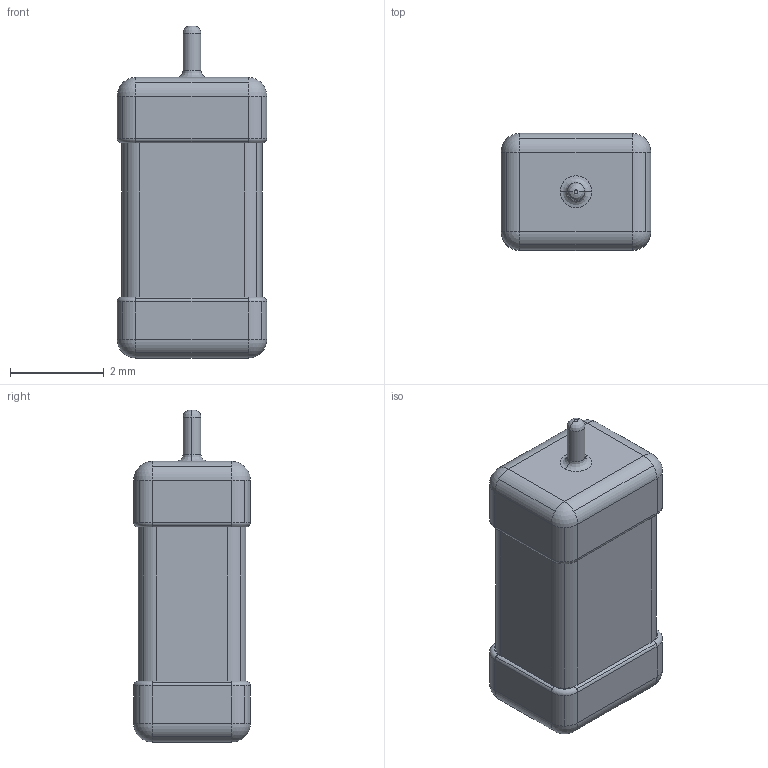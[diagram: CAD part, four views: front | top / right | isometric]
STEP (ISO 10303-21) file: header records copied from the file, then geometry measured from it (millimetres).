
FILE_DESCRIPTION((''),'2;1');
FILE_NAME('595D_C-case.stp','2018-02-26T13:28:59',(''),(''),'AutoCAD STEP 2000i','AutoCAD 2000i',', , ');
FILE_SCHEMA(('CONFIG_CONTROL_DESIGN'));
Length unit declared in the file: millimetre
Products named in the file (2): 595D_C-CASE; MODEL
Assembly tree (1 placements, depth 2):
  595D_C-CASE
    MODEL
Bounding box: 3.2 x 2.5 x 7.1 mm (x, y, z)
Volume: 43 mm3; surface area: 76.1 mm2
Topology: 1 solids, 1 shells, 101 faces, 242 edges, 136 vertices
Faces by surface type: cylinder 58, plane 23, torus 8, sphere 8, bspline 4
Entity records: 3129 total; most frequent: CARTESIAN_POINT 649, DIRECTION 564, ORIENTED_EDGE 468, EDGE_CURVE 234, AXIS2_PLACEMENT_3D 231, VERTEX_POINT 136, CIRCLE 132, VECTOR 102
